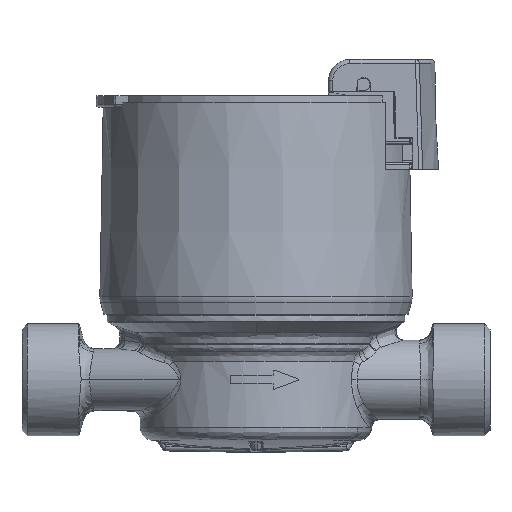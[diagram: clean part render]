
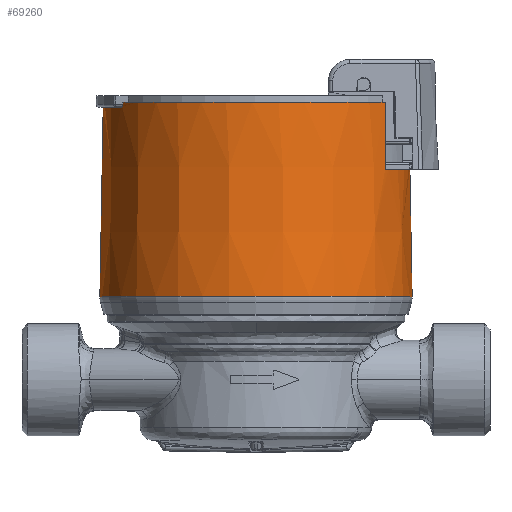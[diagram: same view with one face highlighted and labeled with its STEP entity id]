
A CAD part, top view. The second image highlights one B-rep face of the part: STEP entity #69260.
In plain terms, the highlighted conical face has half-angle 1 degrees and reference radius 35.9 mm.
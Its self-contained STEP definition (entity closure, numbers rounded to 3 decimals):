
#1229 = CARTESIAN_POINT ( 'NONE',  ( 16.986, 48.65, 31.652 ) ) ;
#1850 = CONICAL_SURFACE ( 'NONE', #48397, 35.9, 0.017 ) ;
#2741 = ORIENTED_EDGE ( 'NONE', *, *, #46450, .T. ) ;
#4241 = ORIENTED_EDGE ( 'NONE', *, *, #16135, .T. ) ;
#4924 = B_SPLINE_CURVE_WITH_KNOTS ( 'NONE', 3,
 ( #15003, #77931, #29089, #36115, #84985, #43161, #1229, #50133 ),
 .UNSPECIFIED., .F., .F.,
 ( 4, 2, 2, 4 ),
 ( 0., 0., 0.001, 0.001 ),
 .UNSPECIFIED. ) ;
#5556 = CARTESIAN_POINT ( 'NONE',  ( 19.154, 49.85, -30.363 ) ) ;
#5615 = DIRECTION ( 'NONE',  ( 0., 0., 1. ) ) ;
#9225 = AXIS2_PLACEMENT_3D ( 'NONE', #37917, #86780, #44941 ) ;
#10237 = CARTESIAN_POINT ( 'NONE',  ( 17.626, 49.704, 31.278 ) ) ;
#10773 = CARTESIAN_POINT ( 'NONE',  ( 0., 49.85, -35.9 ) ) ;
#11166 = CARTESIAN_POINT ( 'NONE',  ( 17.631, 49.4, 31.281 ) ) ;
#12586 = CARTESIAN_POINT ( 'NONE',  ( 19.496, 39.35, -30.363 ) ) ;
#14731 = CARTESIAN_POINT ( 'NONE',  ( 0., 4.206, -36.697 ) ) ;
#15003 = CARTESIAN_POINT ( 'NONE',  ( 17.631, 49.4, 31.281 ) ) ;
#15975 = DIRECTION ( 'NONE',  ( 0., -1., 0. ) ) ;
#16135 = EDGE_CURVE ( 'NONE', #37709, #79246, #4924, .T. ) ;
#16300 = VERTEX_POINT ( 'NONE', #86792 ) ;
#16756 = B_SPLINE_CURVE_WITH_KNOTS ( 'NONE', 3,
 ( #5556, #54452, #12586, #61457 ),
 .UNSPECIFIED., .F., .F.,
 ( 4, 4 ),
 ( 0.071, 0.086 ),
 .UNSPECIFIED. ) ;
#17452 = ORIENTED_EDGE ( 'NONE', *, *, #27507, .T. ) ;
#19494 = CARTESIAN_POINT ( 'NONE',  ( 16.785, 48.65, 31.758 ) ) ;
#19576 = VECTOR ( 'NONE', #59700, 1000. ) ;
#19949 = CIRCLE ( 'NONE', #62808, 35.9 ) ;
#22670 = FACE_OUTER_BOUND ( 'NONE', #80588, .T. ) ;
#26405 = VERTEX_POINT ( 'NONE', #44478 ) ;
#26672 = CARTESIAN_POINT ( 'NONE',  ( 19.154, 49.85, -30.363 ) ) ;
#27507 = EDGE_CURVE ( 'NONE', #76271, #88757, #34986, .T. ) ;
#27722 = ORIENTED_EDGE ( 'NONE', *, *, #65865, .F. ) ;
#28597 = AXIS2_PLACEMENT_3D ( 'NONE', #33156, #82005, #40207 ) ;
#29089 = CARTESIAN_POINT ( 'NONE',  ( 17.6, 49.176, 31.303 ) ) ;
#30624 = EDGE_CURVE ( 'NONE', #58832, #59231, #81865, .T. ) ;
#31381 = CARTESIAN_POINT ( 'NONE',  ( 17.631, 49.413, 31.281 ) ) ;
#32087 = AXIS2_PLACEMENT_3D ( 'NONE', #32296, #81149, #39328 ) ;
#32296 = CARTESIAN_POINT ( 'NONE',  ( 0., 48.65, 0. ) ) ;
#33156 = CARTESIAN_POINT ( 'NONE',  ( 0., 34.1, 0. ) ) ;
#33759 = DIRECTION ( 'NONE',  ( 0., -1., 0. ) ) ;
#34986 = B_SPLINE_CURVE_WITH_KNOTS ( 'NONE', 3,
 ( #73193, #10237, #59155, #31381 ),
 .UNSPECIFIED., .F., .F.,
 ( 4, 4 ),
 ( 0.002, 0.002 ),
 .UNSPECIFIED. ) ;
#36054 = VERTEX_POINT ( 'NONE', #66162 ) ;
#36115 = CARTESIAN_POINT ( 'NONE',  ( 17.498, 48.984, 31.364 ) ) ;
#36843 = ORIENTED_EDGE ( 'NONE', *, *, #71509, .T. ) ;
#37520 = CARTESIAN_POINT ( 'NONE',  ( 0., 49.85, 0. ) ) ;
#37709 = VERTEX_POINT ( 'NONE', #62846 ) ;
#37917 = CARTESIAN_POINT ( 'NONE',  ( 0., 4.206, 0. ) ) ;
#39323 = CIRCLE ( 'NONE', #28597, 36.175 ) ;
#39328 = DIRECTION ( 'NONE',  ( 0., 0., 1. ) ) ;
#39936 = VERTEX_POINT ( 'NONE', #26672 ) ;
#40099 = CIRCLE ( 'NONE', #32087, 35.921 ) ;
#40207 = DIRECTION ( 'NONE',  ( -1., 0., 0. ) ) ;
#40830 = CARTESIAN_POINT ( 'NONE',  ( 0., 49.85, 35.9 ) ) ;
#41388 = EDGE_CURVE ( 'NONE', #26405, #80089, #54529, .T. ) ;
#43161 = CARTESIAN_POINT ( 'NONE',  ( 17.183, 48.711, 31.544 ) ) ;
#43589 = B_SPLINE_CURVE_WITH_KNOTS ( 'NONE', 3,
 ( #66786, #80870, #53046, #11166 ),
 .UNSPECIFIED., .F., .F.,
 ( 4, 4 ),
 ( 0., 0. ),
 .UNSPECIFIED. ) ;
#44314 = ORIENTED_EDGE ( 'NONE', *, *, #41388, .F. ) ;
#44478 = CARTESIAN_POINT ( 'NONE',  ( 0., 34.1, -36.175 ) ) ;
#44499 = CARTESIAN_POINT ( 'NONE',  ( 17.624, 49.85, 31.276 ) ) ;
#44549 = DIRECTION ( 'NONE',  ( 0., 0., -1. ) ) ;
#44941 = DIRECTION ( 'NONE',  ( 0., 0., -1. ) ) ;
#46450 = EDGE_CURVE ( 'NONE', #36054, #16300, #50735, .T. ) ;
#47523 = CIRCLE ( 'NONE', #9225, 36.697 ) ;
#47846 = DIRECTION ( 'NONE',  ( 0., -1., 0.017 ) ) ;
#48397 = AXIS2_PLACEMENT_3D ( 'NONE', #75574, #33759, #5615 ) ;
#50133 = CARTESIAN_POINT ( 'NONE',  ( 16.785, 48.65, 31.758 ) ) ;
#50735 = LINE ( 'NONE', #40830, #87992 ) ;
#53046 = CARTESIAN_POINT ( 'NONE',  ( 17.631, 49.404, 31.281 ) ) ;
#53822 = ORIENTED_EDGE ( 'NONE', *, *, #72503, .T. ) ;
#54452 = CARTESIAN_POINT ( 'NONE',  ( 19.326, 44.6, -30.363 ) ) ;
#54529 = LINE ( 'NONE', #10773, #19576 ) ;
#57831 = CARTESIAN_POINT ( 'NONE',  ( 0., 34.1, 0. ) ) ;
#57963 = EDGE_CURVE ( 'NONE', #39936, #76271, #19949, .T. ) ;
#58832 = VERTEX_POINT ( 'NONE', #72082 ) ;
#59155 = CARTESIAN_POINT ( 'NONE',  ( 17.629, 49.559, 31.28 ) ) ;
#59231 = VERTEX_POINT ( 'NONE', #63444 ) ;
#59700 = DIRECTION ( 'NONE',  ( 0., -1., -0.017 ) ) ;
#61457 = CARTESIAN_POINT ( 'NONE',  ( 19.665, 34.1, -30.363 ) ) ;
#62224 = ORIENTED_EDGE ( 'NONE', *, *, #30624, .T. ) ;
#62808 = AXIS2_PLACEMENT_3D ( 'NONE', #37520, #86376, #44549 ) ;
#62846 = CARTESIAN_POINT ( 'NONE',  ( 17.631, 49.4, 31.281 ) ) ;
#63444 = CARTESIAN_POINT ( 'NONE',  ( 19.665, 34.1, -30.363 ) ) ;
#64169 = ORIENTED_EDGE ( 'NONE', *, *, #70580, .F. ) ;
#64844 = DIRECTION ( 'NONE',  ( 0., 0., -1. ) ) ;
#65865 = EDGE_CURVE ( 'NONE', #39936, #59231, #16756, .T. ) ;
#66162 = CARTESIAN_POINT ( 'NONE',  ( 0., 48.65, 35.921 ) ) ;
#66786 = CARTESIAN_POINT ( 'NONE',  ( 17.631, 49.413, 31.281 ) ) ;
#69260 = ADVANCED_FACE ( 'NONE', ( #22670 ), #1850, .T. ) ;
#70580 = EDGE_CURVE ( 'NONE', #36054, #79246, #40099, .T. ) ;
#71509 = EDGE_CURVE ( 'NONE', #88757, #37709, #43589, .T. ) ;
#72082 = CARTESIAN_POINT ( 'NONE',  ( 18.519, 34.1, -31.076 ) ) ;
#72359 = AXIS2_PLACEMENT_3D ( 'NONE', #57831, #15975, #64844 ) ;
#72503 = EDGE_CURVE ( 'NONE', #16300, #80089, #47523, .T. ) ;
#73193 = CARTESIAN_POINT ( 'NONE',  ( 17.624, 49.85, 31.276 ) ) ;
#75574 = CARTESIAN_POINT ( 'NONE',  ( 0., 49.85, 0. ) ) ;
#76271 = VERTEX_POINT ( 'NONE', #44499 ) ;
#77931 = CARTESIAN_POINT ( 'NONE',  ( 17.631, 49.286, 31.284 ) ) ;
#79246 = VERTEX_POINT ( 'NONE', #19494 ) ;
#79620 = EDGE_CURVE ( 'NONE', #26405, #58832, #39323, .T. ) ;
#80089 = VERTEX_POINT ( 'NONE', #14731 ) ;
#80588 = EDGE_LOOP ( 'NONE', ( #44314, #82605, #62224, #27722, #84897, #17452, #36843, #4241, #64169, #2741, #53822 ) ) ;
#80870 = CARTESIAN_POINT ( 'NONE',  ( 17.631, 49.409, 31.281 ) ) ;
#81149 = DIRECTION ( 'NONE',  ( 0., 1., 0. ) ) ;
#81865 = CIRCLE ( 'NONE', #72359, 36.175 ) ;
#82005 = DIRECTION ( 'NONE',  ( 0., -1., 0. ) ) ;
#82605 = ORIENTED_EDGE ( 'NONE', *, *, #79620, .T. ) ;
#84897 = ORIENTED_EDGE ( 'NONE', *, *, #57963, .T. ) ;
#84985 = CARTESIAN_POINT ( 'NONE',  ( 17.427, 48.904, 31.406 ) ) ;
#86376 = DIRECTION ( 'NONE',  ( 0., -1., 0. ) ) ;
#86780 = DIRECTION ( 'NONE',  ( 0., 1., 0. ) ) ;
#86792 = CARTESIAN_POINT ( 'NONE',  ( 0., 4.206, 36.697 ) ) ;
#87992 = VECTOR ( 'NONE', #47846, 1000. ) ;
#88757 = VERTEX_POINT ( 'NONE', #89831 ) ;
#89831 = CARTESIAN_POINT ( 'NONE',  ( 17.631, 49.413, 31.281 ) ) ;
